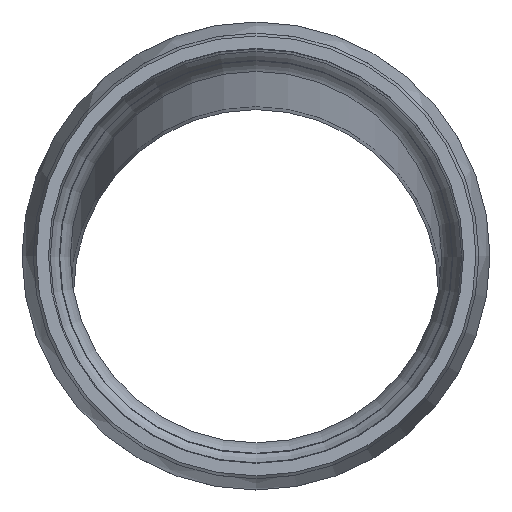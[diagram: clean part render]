
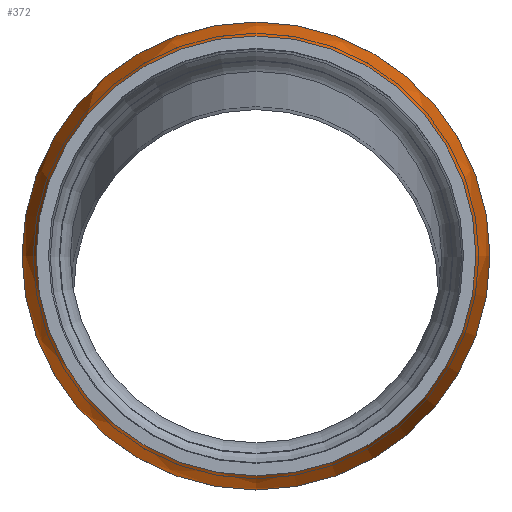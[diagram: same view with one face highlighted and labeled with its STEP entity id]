
A CAD part, top view. The second image highlights one B-rep face of the part: STEP entity #372.
In plain terms, the highlighted free-form (B-spline) face has degree [2, 2] with [3, 9] control points.
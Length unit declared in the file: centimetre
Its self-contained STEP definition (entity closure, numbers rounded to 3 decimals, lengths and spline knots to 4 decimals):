
#21=(
BOUNDED_SURFACE()
B_SPLINE_SURFACE(2,2,((#709,#710,#711,#712,#713,#714,#715,#716,#717),(#718,
#719,#720,#721,#722,#723,#724,#725,#726),(#727,#728,#729,#730,#731,#732,
#733,#734,#735)),.UNSPECIFIED.,.F.,.T.,.F.)
B_SPLINE_SURFACE_WITH_KNOTS((3,3),(3,2,2,2,3),(-0.4444,0.),
(-3.1416,-1.5708,0.,1.5708,3.1416),
 .UNSPECIFIED.)
GEOMETRIC_REPRESENTATION_ITEM()
RATIONAL_B_SPLINE_SURFACE(((1.,0.707,1.,0.707,1.,
0.707,1.,0.707,1.),(0.975,0.69,
0.975,0.69,0.975,0.69,
0.975,0.69,0.975),(1.,0.707,
1.,0.707,1.,0.707,1.,0.707,1.)))
REPRESENTATION_ITEM('')
SURFACE()
);
#66=FACE_OUTER_BOUND('',#89,.T.);
#89=EDGE_LOOP('',(#310,#311,#312,#313,#314));
#133=CIRCLE('',#431,31.5);
#134=CIRCLE('',#432,31.5);
#135=CIRCLE('',#433,19.5);
#136=CIRCLE('',#434,29.6064);
#173=VERTEX_POINT('',#704);
#174=VERTEX_POINT('',#706);
#175=VERTEX_POINT('',#736);
#222=EDGE_CURVE('',#173,#174,#133,.T.);
#223=EDGE_CURVE('',#174,#173,#134,.T.);
#224=EDGE_CURVE('',#174,#175,#135,.T.);
#225=EDGE_CURVE('',#175,#175,#136,.T.);
#310=ORIENTED_EDGE('',*,*,#223,.F.);
#311=ORIENTED_EDGE('',*,*,#224,.T.);
#312=ORIENTED_EDGE('',*,*,#225,.T.);
#313=ORIENTED_EDGE('',*,*,#224,.F.);
#314=ORIENTED_EDGE('',*,*,#222,.F.);
#372=ADVANCED_FACE('',(#66),#21,.F.);
#431=AXIS2_PLACEMENT_3D('',#707,#555,#556);
#432=AXIS2_PLACEMENT_3D('',#708,#557,#558);
#433=AXIS2_PLACEMENT_3D('',#737,#559,#560);
#434=AXIS2_PLACEMENT_3D('',#738,#561,#562);
#555=DIRECTION('center_axis',(0.,0.,
-1.));
#556=DIRECTION('ref_axis',(1.,0.,0.));
#557=DIRECTION('center_axis',(0.,0.,
-1.));
#558=DIRECTION('ref_axis',(1.,0.,0.));
#559=DIRECTION('center_axis',(-1.,0.,0.));
#560=DIRECTION('ref_axis',(0.,-1.,0.));
#561=DIRECTION('center_axis',(0.,0.,
-1.));
#562=DIRECTION('ref_axis',(1.,0.,0.));
#704=CARTESIAN_POINT('',(143.2361,1295.8059,1260.6199));
#706=CARTESIAN_POINT('',(111.7361,1264.3059,1260.6199));
#707=CARTESIAN_POINT('Origin',(111.7361,1295.8059,1260.6199));
#708=CARTESIAN_POINT('Origin',(111.7361,1295.8059,1260.6199));
#709=CARTESIAN_POINT('Ctrl Pts',(111.7361,1266.1995,1269.0024));
#710=CARTESIAN_POINT('Ctrl Pts',(82.1298,1266.1995,1269.0024));
#711=CARTESIAN_POINT('Ctrl Pts',(82.1298,1295.8059,1269.0024));
#712=CARTESIAN_POINT('Ctrl Pts',(82.1298,1325.4123,1269.0024));
#713=CARTESIAN_POINT('Ctrl Pts',(111.7361,1325.4123,1269.0024));
#714=CARTESIAN_POINT('Ctrl Pts',(141.3425,1325.4123,1269.0024));
#715=CARTESIAN_POINT('Ctrl Pts',(141.3425,1295.8059,1269.0024));
#716=CARTESIAN_POINT('Ctrl Pts',(141.3425,1266.1995,1269.0024));
#717=CARTESIAN_POINT('Ctrl Pts',(111.7361,1266.1995,1269.0024));
#718=CARTESIAN_POINT('Ctrl Pts',(111.7361,1264.3059,1265.0251));
#719=CARTESIAN_POINT('Ctrl Pts',(80.2361,1264.3059,1265.0251));
#720=CARTESIAN_POINT('Ctrl Pts',(80.2361,1295.8059,1265.0251));
#721=CARTESIAN_POINT('Ctrl Pts',(80.2361,1327.3059,1265.0251));
#722=CARTESIAN_POINT('Ctrl Pts',(111.7361,1327.3059,1265.0251));
#723=CARTESIAN_POINT('Ctrl Pts',(143.2361,1327.3059,1265.0251));
#724=CARTESIAN_POINT('Ctrl Pts',(143.2361,1295.8059,1265.0251));
#725=CARTESIAN_POINT('Ctrl Pts',(143.2361,1264.3059,1265.0251));
#726=CARTESIAN_POINT('Ctrl Pts',(111.7361,1264.3059,1265.0251));
#727=CARTESIAN_POINT('Ctrl Pts',(111.7361,1264.3059,1260.6199));
#728=CARTESIAN_POINT('Ctrl Pts',(80.2361,1264.3059,1260.6199));
#729=CARTESIAN_POINT('Ctrl Pts',(80.2361,1295.8059,1260.6199));
#730=CARTESIAN_POINT('Ctrl Pts',(80.2361,1327.3059,1260.6199));
#731=CARTESIAN_POINT('Ctrl Pts',(111.7361,1327.3059,1260.6199));
#732=CARTESIAN_POINT('Ctrl Pts',(143.2361,1327.3059,1260.6199));
#733=CARTESIAN_POINT('Ctrl Pts',(143.2361,1295.8059,1260.6199));
#734=CARTESIAN_POINT('Ctrl Pts',(143.2361,1264.3059,1260.6199));
#735=CARTESIAN_POINT('Ctrl Pts',(111.7361,1264.3059,1260.6199));
#736=CARTESIAN_POINT('',(111.7361,1266.1995,1269.0024));
#737=CARTESIAN_POINT('Origin',(111.7361,1283.8059,1260.6199));
#738=CARTESIAN_POINT('Origin',(111.7361,1295.8059,1269.0024));
